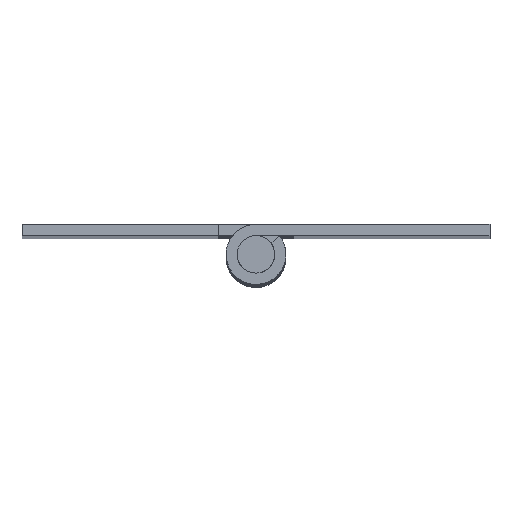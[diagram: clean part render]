
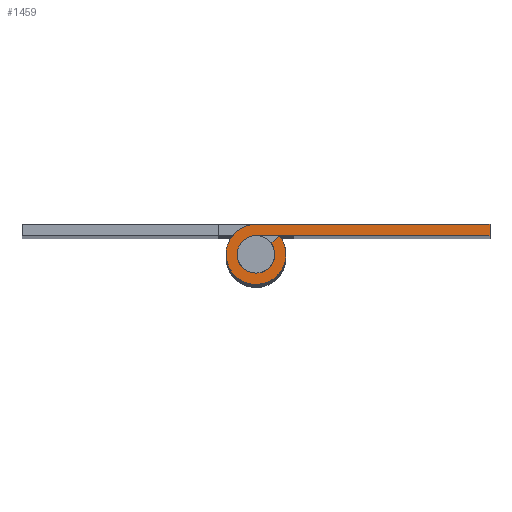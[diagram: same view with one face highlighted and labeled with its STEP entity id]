
A CAD part, top view. The second image highlights one B-rep face of the part: STEP entity #1459.
In plain terms, the highlighted free-form (B-spline) face has degree [1, 1] with [2, 2] control points.
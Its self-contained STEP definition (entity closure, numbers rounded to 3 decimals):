
#1382=CARTESIAN_POINT('',(-4.606,3.519,200.));
#1383=CARTESIAN_POINT('',(26.408,3.519,200.));
#1384=CARTESIAN_POINT('',(-4.606,-3.509,200.));
#1385=CARTESIAN_POINT('',(26.408,-3.509,200.));
#1386=B_SPLINE_SURFACE_WITH_KNOTS('',1,1,((#1382,#1384),(#1383,#1385)),.UNSPECIFIED.,.F.,.F.,.U.,(2,2),(2,2),(0.0,31.014),(0.0,7.028),.UNSPECIFIED.);
#1387=CARTESIAN_POINT('',(0.,3.2,200.));
#1388=VERTEX_POINT('',#1387);
#1389=CARTESIAN_POINT('',(25.,3.2,200.));
#1390=VERTEX_POINT('',#1389);
#1391=CARTESIAN_POINT('',(0.,3.2,200.));
#1392=CARTESIAN_POINT('',(25.,3.2,200.));
#1393=QUASI_UNIFORM_CURVE('',1,(#1391,#1392),.UNSPECIFIED.,.F.,.U.);
#1394=EDGE_CURVE('',#1388,#1390,#1393,.T.);
#1395=ORIENTED_EDGE('',*,*,#1394,.F.);
#1396=CARTESIAN_POINT('',(2.537,1.95,200.));
#1397=VERTEX_POINT('',#1396);
#1398=CARTESIAN_POINT('',(0.0,3.2,200.));
#1399=CARTESIAN_POINT('',(-2.54,3.2,200.));
#1400=CARTESIAN_POINT('',(-3.117,0.726,200.));
#1401=CARTESIAN_POINT('',(-3.693,-1.748,200.));
#1402=CARTESIAN_POINT('',(-1.414,-2.871,200.));
#1403=CARTESIAN_POINT('',(0.864,-3.993,200.));
#1404=CARTESIAN_POINT('',(2.475,-2.029,200.));
#1405=CARTESIAN_POINT('',(4.085,-0.064,200.));
#1406=CARTESIAN_POINT('',(2.537,1.95,200.));
#1414=(BOUNDED_CURVE()B_SPLINE_CURVE(2,(#1398,#1399,#1400,#1401,#1402,#1403,#1404,#1405,#1406),.UNSPECIFIED.,.F.,.U.)B_SPLINE_CURVE_WITH_KNOTS((3,2,2,2,3),(0.0,0.25,0.5,0.75,1.0),.UNSPECIFIED.)CURVE()GEOMETRIC_REPRESENTATION_ITEM()RATIONAL_B_SPLINE_CURVE((1.0,0.783,1.0,0.783,1.0,0.783,1.0,0.783,1.0))REPRESENTATION_ITEM(''));
#1415=EDGE_CURVE('',#1388,#1397,#1414,.T.);
#1416=ORIENTED_EDGE('',*,*,#1415,.T.);
#1417=CARTESIAN_POINT('',(1.586,1.219,200.));
#1418=VERTEX_POINT('',#1417);
#1419=CARTESIAN_POINT('',(1.586,1.219,200.));
#1420=CARTESIAN_POINT('',(2.537,1.95,200.));
#1421=QUASI_UNIFORM_CURVE('',1,(#1419,#1420),.UNSPECIFIED.,.F.,.U.);
#1422=EDGE_CURVE('',#1418,#1397,#1421,.T.);
#1423=ORIENTED_EDGE('',*,*,#1422,.F.);
#1424=CARTESIAN_POINT('',(0.,2.0,200.));
#1425=VERTEX_POINT('',#1424);
#1426=CARTESIAN_POINT('',(0.0,2.0,200.));
#1427=CARTESIAN_POINT('',(-1.588,2.,200.));
#1428=CARTESIAN_POINT('',(-1.948,0.454,200.));
#1429=CARTESIAN_POINT('',(-2.308,-1.092,200.));
#1430=CARTESIAN_POINT('',(-0.884,-1.794,200.));
#1431=CARTESIAN_POINT('',(0.54,-2.496,200.));
#1432=CARTESIAN_POINT('',(1.547,-1.268,200.));
#1433=CARTESIAN_POINT('',(2.553,-0.04,200.));
#1434=CARTESIAN_POINT('',(1.586,1.219,200.));
#1442=(BOUNDED_CURVE()B_SPLINE_CURVE(2,(#1426,#1427,#1428,#1429,#1430,#1431,#1432,#1433,#1434),.UNSPECIFIED.,.F.,.U.)B_SPLINE_CURVE_WITH_KNOTS((3,2,2,2,3),(0.0,0.25,0.5,0.75,1.0),.UNSPECIFIED.)CURVE()GEOMETRIC_REPRESENTATION_ITEM()RATIONAL_B_SPLINE_CURVE((1.0,0.783,1.0,0.783,1.0,0.783,1.0,0.783,1.0))REPRESENTATION_ITEM(''));
#1443=EDGE_CURVE('',#1425,#1418,#1442,.T.);
#1444=ORIENTED_EDGE('',*,*,#1443,.F.);
#1445=CARTESIAN_POINT('',(25.,2.0,200.));
#1446=VERTEX_POINT('',#1445);
#1447=CARTESIAN_POINT('',(25.,2.0,200.));
#1448=CARTESIAN_POINT('',(0.,2.0,200.));
#1449=QUASI_UNIFORM_CURVE('',1,(#1447,#1448),.UNSPECIFIED.,.F.,.U.);
#1450=EDGE_CURVE('',#1446,#1425,#1449,.T.);
#1451=ORIENTED_EDGE('',*,*,#1450,.F.);
#1452=CARTESIAN_POINT('',(25.,3.2,200.));
#1453=CARTESIAN_POINT('',(25.,2.0,200.));
#1454=QUASI_UNIFORM_CURVE('',1,(#1452,#1453),.UNSPECIFIED.,.F.,.U.);
#1455=EDGE_CURVE('',#1390,#1446,#1454,.T.);
#1456=ORIENTED_EDGE('',*,*,#1455,.F.);
#1457=EDGE_LOOP('',(#1395,#1416,#1423,#1444,#1451,#1456));
#1458=FACE_OUTER_BOUND('',#1457,.T.);
#1459=ADVANCED_FACE('',(#1458),#1386,.F.);
